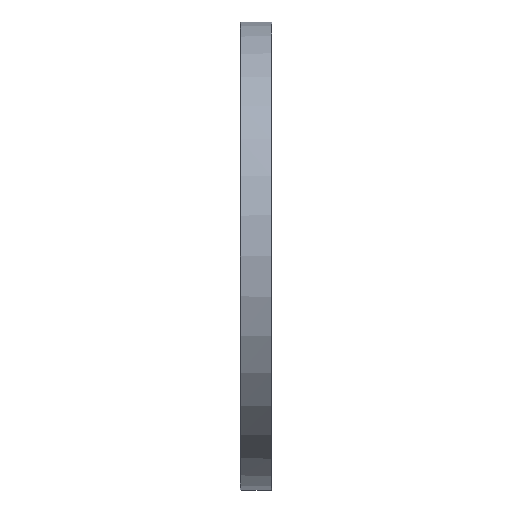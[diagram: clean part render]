
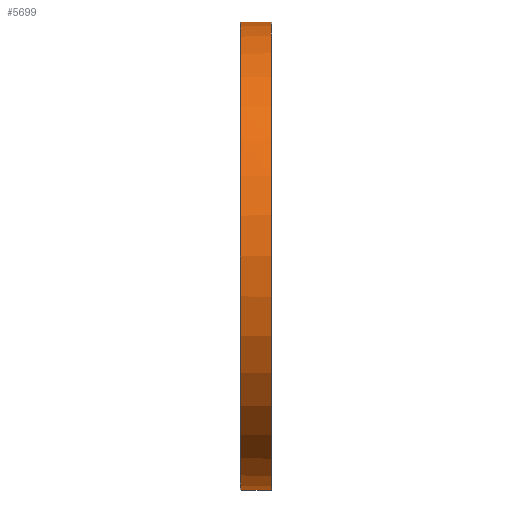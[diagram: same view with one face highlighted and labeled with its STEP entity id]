
A CAD part, left-side view. The second image highlights one B-rep face of the part: STEP entity #5699.
In plain terms, the highlighted cylindrical face has radius 209.55 mm (diameter 419.1 mm), a partial arc.
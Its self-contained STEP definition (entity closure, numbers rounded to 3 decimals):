
#147 = CARTESIAN_POINT ( 'NONE',  ( -1.5, 28.1, 209.545 ) ) ;
#199 = DIRECTION ( 'NONE',  ( 0., -1., 0. ) ) ;
#217 = VERTEX_POINT ( 'NONE', #2401 ) ;
#310 = ORIENTED_EDGE ( 'NONE', *, *, #2194, .T. ) ;
#355 = CARTESIAN_POINT ( 'NONE',  ( 0., 0.4, 209.55 ) ) ;
#400 = CARTESIAN_POINT ( 'NONE',  ( -1.5, 27.2, -209.545 ) ) ;
#720 = CARTESIAN_POINT ( 'NONE',  ( 0., 28.1, 0. ) ) ;
#732 = VERTEX_POINT ( 'NONE', #3329 ) ;
#763 = LINE ( 'NONE', #4191, #3758 ) ;
#910 = AXIS2_PLACEMENT_3D ( 'NONE', #3904, #7037, #2191 ) ;
#930 = AXIS2_PLACEMENT_3D ( 'NONE', #3803, #199, #5634 ) ;
#959 = AXIS2_PLACEMENT_3D ( 'NONE', #720, #4896, #1323 ) ;
#984 = ORIENTED_EDGE ( 'NONE', *, *, #2210, .T. ) ;
#990 = AXIS2_PLACEMENT_3D ( 'NONE', #4691, #1110, #5233 ) ;
#1015 = VERTEX_POINT ( 'NONE', #400 ) ;
#1110 = DIRECTION ( 'NONE',  ( 0., -1., 0. ) ) ;
#1135 = CIRCLE ( 'NONE', #959, 209.55 ) ;
#1224 = CYLINDRICAL_SURFACE ( 'NONE', #5382, 209.55 ) ;
#1323 = DIRECTION ( 'NONE',  ( 0., 0., -1. ) ) ;
#1395 = VECTOR ( 'NONE', #1747, 1000. ) ;
#1591 = CIRCLE ( 'NONE', #990, 209.55 ) ;
#1747 = DIRECTION ( 'NONE',  ( 0., 1., 0. ) ) ;
#1785 = EDGE_CURVE ( 'NONE', #5083, #2083, #2553, .T. ) ;
#1798 = EDGE_CURVE ( 'NONE', #732, #217, #763, .T. ) ;
#2083 = VERTEX_POINT ( 'NONE', #355 ) ;
#2138 = EDGE_CURVE ( 'NONE', #5083, #5326, #1591, .T. ) ;
#2157 = EDGE_CURVE ( 'NONE', #5326, #2634, #7198, .T. ) ;
#2191 = DIRECTION ( 'NONE',  ( 0., 0., 1. ) ) ;
#2194 = EDGE_CURVE ( 'NONE', #2634, #6636, #1135, .T. ) ;
#2208 = EDGE_CURVE ( 'NONE', #6636, #1015, #6730, .T. ) ;
#2210 = EDGE_CURVE ( 'NONE', #1015, #732, #5589, .T. ) ;
#2219 = EDGE_CURVE ( 'NONE', #217, #2083, #3942, .T. ) ;
#2289 = ORIENTED_EDGE ( 'NONE', *, *, #2138, .T. ) ;
#2308 = CARTESIAN_POINT ( 'NONE',  ( -1.5, 28.1, -209.545 ) ) ;
#2401 = CARTESIAN_POINT ( 'NONE',  ( 0., 0.4, -209.55 ) ) ;
#2407 = ORIENTED_EDGE ( 'NONE', *, *, #2219, .T. ) ;
#2489 = CARTESIAN_POINT ( 'NONE',  ( 0., -6.114, 209.55 ) ) ;
#2505 = DIRECTION ( 'NONE',  ( 0., -1., 0. ) ) ;
#2553 = LINE ( 'NONE', #2489, #6728 ) ;
#2556 = VECTOR ( 'NONE', #5404, 1000. ) ;
#2634 = VERTEX_POINT ( 'NONE', #147 ) ;
#2684 = CARTESIAN_POINT ( 'NONE',  ( 0., 27.2, 209.55 ) ) ;
#3180 = CARTESIAN_POINT ( 'NONE',  ( 0., -6.114, 0. ) ) ;
#3329 = CARTESIAN_POINT ( 'NONE',  ( 0., 27.2, -209.55 ) ) ;
#3685 = ORIENTED_EDGE ( 'NONE', *, *, #2157, .T. ) ;
#3758 = VECTOR ( 'NONE', #4798, 1000. ) ;
#3762 = CARTESIAN_POINT ( 'NONE',  ( -1.5, -6.114, -209.545 ) ) ;
#3789 = DIRECTION ( 'NONE',  ( 0., -1., 0. ) ) ;
#3803 = CARTESIAN_POINT ( 'NONE',  ( 0., 27.2, 0. ) ) ;
#3904 = CARTESIAN_POINT ( 'NONE',  ( 0., 0.4, 0. ) ) ;
#3942 = CIRCLE ( 'NONE', #910, 209.55 ) ;
#4191 = CARTESIAN_POINT ( 'NONE',  ( 0., -6.114, -209.55 ) ) ;
#4691 = CARTESIAN_POINT ( 'NONE',  ( 0., 27.2, 0. ) ) ;
#4718 = CARTESIAN_POINT ( 'NONE',  ( -1.5, -6.114, 209.545 ) ) ;
#4798 = DIRECTION ( 'NONE',  ( 0., -1., 0. ) ) ;
#4896 = DIRECTION ( 'NONE',  ( 0., -1., 0. ) ) ;
#5083 = VERTEX_POINT ( 'NONE', #2684 ) ;
#5175 = ORIENTED_EDGE ( 'NONE', *, *, #1798, .T. ) ;
#5233 = DIRECTION ( 'NONE',  ( 0., 0., -1. ) ) ;
#5326 = VERTEX_POINT ( 'NONE', #6216 ) ;
#5382 = AXIS2_PLACEMENT_3D ( 'NONE', #3180, #3789, #6434 ) ;
#5404 = DIRECTION ( 'NONE',  ( 0., -1., 0. ) ) ;
#5589 = CIRCLE ( 'NONE', #930, 209.55 ) ;
#5634 = DIRECTION ( 'NONE',  ( 0., 0., -1. ) ) ;
#5699 = ADVANCED_FACE ( 'NONE', ( #7123 ), #1224, .T. ) ;
#5898 = ORIENTED_EDGE ( 'NONE', *, *, #1785, .F. ) ;
#6216 = CARTESIAN_POINT ( 'NONE',  ( -1.5, 27.2, 209.545 ) ) ;
#6337 = EDGE_LOOP ( 'NONE', ( #5898, #2289, #3685, #310, #6362, #984, #5175, #2407 ) ) ;
#6362 = ORIENTED_EDGE ( 'NONE', *, *, #2208, .T. ) ;
#6434 = DIRECTION ( 'NONE',  ( 0., 0., -1. ) ) ;
#6636 = VERTEX_POINT ( 'NONE', #2308 ) ;
#6728 = VECTOR ( 'NONE', #2505, 1000. ) ;
#6730 = LINE ( 'NONE', #3762, #2556 ) ;
#7037 = DIRECTION ( 'NONE',  ( 0., 1., 0. ) ) ;
#7123 = FACE_OUTER_BOUND ( 'NONE', #6337, .T. ) ;
#7198 = LINE ( 'NONE', #4718, #1395 ) ;
